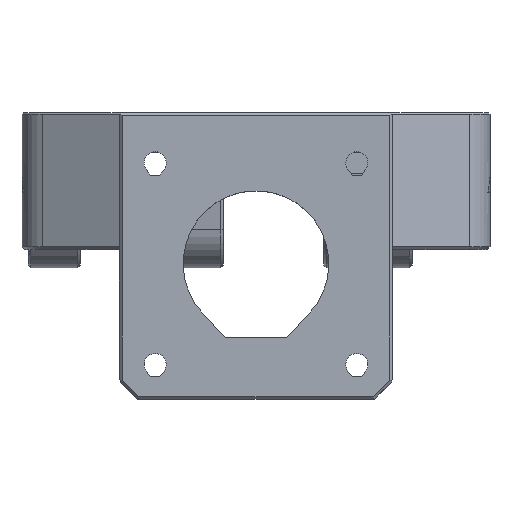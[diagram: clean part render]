
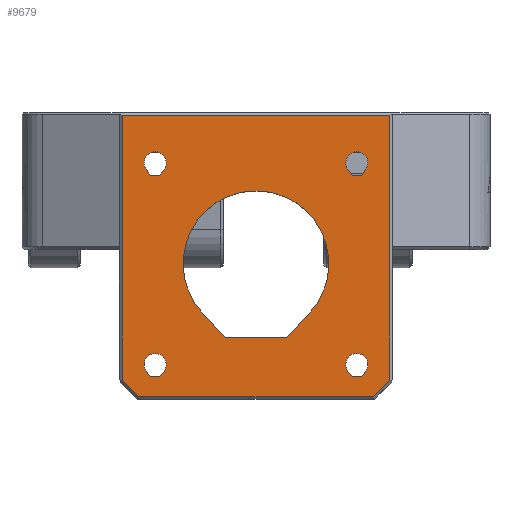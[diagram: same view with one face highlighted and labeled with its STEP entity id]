
A CAD part, top view. The second image highlights one B-rep face of the part: STEP entity #9679.
In plain terms, the highlighted planar face has unit normal (0, 0, 1).
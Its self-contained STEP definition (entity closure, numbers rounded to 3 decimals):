
#51=FACE_BOUND('',#1489,.T.);
#52=FACE_BOUND('',#1490,.T.);
#53=FACE_BOUND('',#1491,.T.);
#54=FACE_BOUND('',#1492,.T.);
#55=FACE_BOUND('',#1493,.T.);
#486=CIRCLE('',#10470,1.7);
#487=CIRCLE('',#10471,1.7);
#488=CIRCLE('',#10472,1.7);
#489=CIRCLE('',#10473,1.7);
#490=CIRCLE('',#10474,11.2);
#882=FACE_OUTER_BOUND('',#1488,.T.);
#1488=EDGE_LOOP('',(#7373,#7374,#7375,#7376,#7377,#7378));
#1489=EDGE_LOOP('',(#7379,#7380,#7381,#7382));
#1490=EDGE_LOOP('',(#7383,#7384,#7385,#7386));
#1491=EDGE_LOOP('',(#7387,#7388,#7389,#7390));
#1492=EDGE_LOOP('',(#7391,#7392,#7393,#7394));
#1493=EDGE_LOOP('',(#7395,#7396,#7397,#7398));
#2290=LINE('',#17026,#3296);
#2303=LINE('',#17052,#3309);
#2315=LINE('',#17074,#3321);
#2370=LINE('',#17206,#3376);
#2372=LINE('',#17210,#3378);
#2374=LINE('',#17213,#3380);
#2376=LINE('',#17220,#3382);
#2377=LINE('',#17222,#3383);
#2378=LINE('',#17223,#3384);
#2379=LINE('',#17228,#3385);
#2380=LINE('',#17230,#3386);
#2381=LINE('',#17231,#3387);
#2382=LINE('',#17236,#3388);
#2383=LINE('',#17238,#3389);
#2384=LINE('',#17239,#3390);
#2385=LINE('',#17244,#3391);
#2386=LINE('',#17246,#3392);
#2387=LINE('',#17247,#3393);
#2388=LINE('',#17252,#3394);
#2389=LINE('',#17254,#3395);
#2390=LINE('',#17255,#3396);
#3296=VECTOR('',#12018,10.);
#3309=VECTOR('',#12039,10.);
#3321=VECTOR('',#12057,10.);
#3376=VECTOR('',#12176,10.);
#3378=VECTOR('',#12180,10.);
#3380=VECTOR('',#12184,10.);
#3382=VECTOR('',#12190,10.);
#3383=VECTOR('',#12191,10.);
#3384=VECTOR('',#12192,10.);
#3385=VECTOR('',#12195,10.);
#3386=VECTOR('',#12196,10.);
#3387=VECTOR('',#12197,10.);
#3388=VECTOR('',#12200,10.);
#3389=VECTOR('',#12201,10.);
#3390=VECTOR('',#12202,10.);
#3391=VECTOR('',#12205,10.);
#3392=VECTOR('',#12206,10.);
#3393=VECTOR('',#12207,10.);
#3394=VECTOR('',#12210,10.);
#3395=VECTOR('',#12211,10.);
#3396=VECTOR('',#12212,10.);
#4476=VERTEX_POINT('',#17023);
#4477=VERTEX_POINT('',#17025);
#4485=VERTEX_POINT('',#17049);
#4486=VERTEX_POINT('',#17051);
#4493=VERTEX_POINT('',#17072);
#4529=VERTEX_POINT('',#17209);
#4530=VERTEX_POINT('',#17216);
#4531=VERTEX_POINT('',#17217);
#4532=VERTEX_POINT('',#17219);
#4533=VERTEX_POINT('',#17221);
#4534=VERTEX_POINT('',#17224);
#4535=VERTEX_POINT('',#17225);
#4536=VERTEX_POINT('',#17227);
#4537=VERTEX_POINT('',#17229);
#4538=VERTEX_POINT('',#17232);
#4539=VERTEX_POINT('',#17233);
#4540=VERTEX_POINT('',#17235);
#4541=VERTEX_POINT('',#17237);
#4542=VERTEX_POINT('',#17240);
#4543=VERTEX_POINT('',#17241);
#4544=VERTEX_POINT('',#17243);
#4545=VERTEX_POINT('',#17245);
#4546=VERTEX_POINT('',#17248);
#4547=VERTEX_POINT('',#17249);
#4548=VERTEX_POINT('',#17251);
#4549=VERTEX_POINT('',#17253);
#5477=EDGE_CURVE('',#4476,#4477,#2290,.T.);
#5490=EDGE_CURVE('',#4485,#4486,#2303,.T.);
#5502=EDGE_CURVE('',#4493,#4485,#2315,.T.);
#5566=EDGE_CURVE('',#4477,#4493,#2370,.T.);
#5568=EDGE_CURVE('',#4529,#4476,#2372,.T.);
#5570=EDGE_CURVE('',#4486,#4529,#2374,.T.);
#5572=EDGE_CURVE('',#4530,#4531,#486,.T.);
#5573=EDGE_CURVE('',#4532,#4530,#2376,.T.);
#5574=EDGE_CURVE('',#4533,#4532,#2377,.T.);
#5575=EDGE_CURVE('',#4531,#4533,#2378,.T.);
#5576=EDGE_CURVE('',#4534,#4535,#487,.T.);
#5577=EDGE_CURVE('',#4536,#4534,#2379,.T.);
#5578=EDGE_CURVE('',#4537,#4536,#2380,.T.);
#5579=EDGE_CURVE('',#4535,#4537,#2381,.T.);
#5580=EDGE_CURVE('',#4538,#4539,#488,.T.);
#5581=EDGE_CURVE('',#4540,#4538,#2382,.T.);
#5582=EDGE_CURVE('',#4541,#4540,#2383,.T.);
#5583=EDGE_CURVE('',#4539,#4541,#2384,.T.);
#5584=EDGE_CURVE('',#4542,#4543,#489,.T.);
#5585=EDGE_CURVE('',#4544,#4542,#2385,.T.);
#5586=EDGE_CURVE('',#4545,#4544,#2386,.T.);
#5587=EDGE_CURVE('',#4543,#4545,#2387,.T.);
#5588=EDGE_CURVE('',#4546,#4547,#490,.T.);
#5589=EDGE_CURVE('',#4548,#4546,#2388,.T.);
#5590=EDGE_CURVE('',#4549,#4548,#2389,.T.);
#5591=EDGE_CURVE('',#4547,#4549,#2390,.T.);
#7373=ORIENTED_EDGE('',*,*,#5502,.F.);
#7374=ORIENTED_EDGE('',*,*,#5566,.F.);
#7375=ORIENTED_EDGE('',*,*,#5477,.F.);
#7376=ORIENTED_EDGE('',*,*,#5568,.F.);
#7377=ORIENTED_EDGE('',*,*,#5570,.F.);
#7378=ORIENTED_EDGE('',*,*,#5490,.F.);
#7379=ORIENTED_EDGE('',*,*,#5572,.F.);
#7380=ORIENTED_EDGE('',*,*,#5573,.F.);
#7381=ORIENTED_EDGE('',*,*,#5574,.F.);
#7382=ORIENTED_EDGE('',*,*,#5575,.F.);
#7383=ORIENTED_EDGE('',*,*,#5576,.F.);
#7384=ORIENTED_EDGE('',*,*,#5577,.F.);
#7385=ORIENTED_EDGE('',*,*,#5578,.F.);
#7386=ORIENTED_EDGE('',*,*,#5579,.F.);
#7387=ORIENTED_EDGE('',*,*,#5580,.F.);
#7388=ORIENTED_EDGE('',*,*,#5581,.F.);
#7389=ORIENTED_EDGE('',*,*,#5582,.F.);
#7390=ORIENTED_EDGE('',*,*,#5583,.F.);
#7391=ORIENTED_EDGE('',*,*,#5584,.F.);
#7392=ORIENTED_EDGE('',*,*,#5585,.F.);
#7393=ORIENTED_EDGE('',*,*,#5586,.F.);
#7394=ORIENTED_EDGE('',*,*,#5587,.F.);
#7395=ORIENTED_EDGE('',*,*,#5588,.F.);
#7396=ORIENTED_EDGE('',*,*,#5589,.F.);
#7397=ORIENTED_EDGE('',*,*,#5590,.F.);
#7398=ORIENTED_EDGE('',*,*,#5591,.F.);
#9299=PLANE('',#10469);
#9679=ADVANCED_FACE('',(#882,#51,#52,#53,#54,#55),#9299,.T.);
#10469=AXIS2_PLACEMENT_3D('',#17215,#12186,#12187);
#10470=AXIS2_PLACEMENT_3D('',#17218,#12188,#12189);
#10471=AXIS2_PLACEMENT_3D('',#17226,#12193,#12194);
#10472=AXIS2_PLACEMENT_3D('',#17234,#12198,#12199);
#10473=AXIS2_PLACEMENT_3D('',#17242,#12203,#12204);
#10474=AXIS2_PLACEMENT_3D('',#17250,#12208,#12209);
#12018=DIRECTION('',(-0.707,0.707,0.));
#12039=DIRECTION('',(0.,-1.,0.));
#12057=DIRECTION('',(1.,0.,0.));
#12176=DIRECTION('',(0.,1.,0.));
#12180=DIRECTION('',(-1.,0.,0.));
#12184=DIRECTION('',(-0.707,-0.707,0.));
#12186=DIRECTION('center_axis',(0.,0.,1.));
#12187=DIRECTION('ref_axis',(1.,0.,0.));
#12188=DIRECTION('center_axis',(0.,0.,1.));
#12189=DIRECTION('ref_axis',(1.,0.,0.));
#12190=DIRECTION('',(0.592,0.806,0.));
#12191=DIRECTION('',(1.,0.,0.));
#12192=DIRECTION('',(0.592,-0.806,0.));
#12193=DIRECTION('center_axis',(0.,0.,1.));
#12194=DIRECTION('ref_axis',(1.,0.,0.));
#12195=DIRECTION('',(0.592,0.806,0.));
#12196=DIRECTION('',(1.,0.,0.));
#12197=DIRECTION('',(0.592,-0.806,0.));
#12198=DIRECTION('center_axis',(0.,0.,1.));
#12199=DIRECTION('ref_axis',(1.,0.,0.));
#12200=DIRECTION('',(0.592,0.806,0.));
#12201=DIRECTION('',(1.,0.,0.));
#12202=DIRECTION('',(0.592,-0.806,0.));
#12203=DIRECTION('center_axis',(0.,0.,1.));
#12204=DIRECTION('ref_axis',(1.,0.,0.));
#12205=DIRECTION('',(0.592,0.806,0.));
#12206=DIRECTION('',(1.,0.,0.));
#12207=DIRECTION('',(0.592,-0.806,0.));
#12208=DIRECTION('center_axis',(0.,0.,1.));
#12209=DIRECTION('ref_axis',(1.,0.,0.));
#12210=DIRECTION('',(0.68,0.733,0.));
#12211=DIRECTION('',(1.,0.,0.));
#12212=DIRECTION('',(0.68,-0.733,0.));
#17023=CARTESIAN_POINT('',(35.569,6.,105.5));
#17025=CARTESIAN_POINT('',(32.975,8.594,105.5));
#17026=CARTESIAN_POINT('',(34.292,7.277,105.5));
#17049=CARTESIAN_POINT('',(74.175,49.3,105.5));
#17051=CARTESIAN_POINT('',(74.175,8.594,105.5));
#17052=CARTESIAN_POINT('',(74.175,41.225,105.5));
#17072=CARTESIAN_POINT('',(32.975,49.3,105.5));
#17074=CARTESIAN_POINT('',(53.575,49.3,105.5));
#17206=CARTESIAN_POINT('',(32.975,18.889,105.5));
#17209=CARTESIAN_POINT('',(71.581,6.,105.5));
#17210=CARTESIAN_POINT('',(62.661,6.,105.5));
#17213=CARTESIAN_POINT('',(74.273,8.692,105.5));
#17215=CARTESIAN_POINT('Origin',(53.575,29.35,105.5));
#17216=CARTESIAN_POINT('',(70.445,40.994,105.5));
#17217=CARTESIAN_POINT('',(67.705,40.994,105.5));
#17218=CARTESIAN_POINT('Origin',(69.075,42.,105.5));
#17219=CARTESIAN_POINT('',(69.789,40.1,105.5));
#17220=CARTESIAN_POINT('',(64.713,33.187,105.5));
#17221=CARTESIAN_POINT('',(68.361,40.1,105.5));
#17222=CARTESIAN_POINT('',(61.682,40.1,105.5));
#17223=CARTESIAN_POINT('',(68.336,40.134,105.5));
#17224=CARTESIAN_POINT('',(39.445,9.994,105.5));
#17225=CARTESIAN_POINT('',(36.705,9.994,105.5));
#17226=CARTESIAN_POINT('Origin',(38.075,11.,105.5));
#17227=CARTESIAN_POINT('',(38.789,9.1,105.5));
#17228=CARTESIAN_POINT('',(46.537,19.652,105.5));
#17229=CARTESIAN_POINT('',(37.361,9.1,105.5));
#17230=CARTESIAN_POINT('',(46.182,9.1,105.5));
#17231=CARTESIAN_POINT('',(35.37,11.811,105.5));
#17232=CARTESIAN_POINT('',(39.445,40.994,105.5));
#17233=CARTESIAN_POINT('',(36.705,40.994,105.5));
#17234=CARTESIAN_POINT('Origin',(38.075,42.,105.5));
#17235=CARTESIAN_POINT('',(38.789,40.1,105.5));
#17236=CARTESIAN_POINT('',(39.142,40.581,105.5));
#17237=CARTESIAN_POINT('',(37.361,40.1,105.5));
#17238=CARTESIAN_POINT('',(46.182,40.1,105.5));
#17239=CARTESIAN_POINT('',(42.765,32.74,105.5));
#17240=CARTESIAN_POINT('',(70.445,9.994,105.5));
#17241=CARTESIAN_POINT('',(67.705,9.994,105.5));
#17242=CARTESIAN_POINT('Origin',(69.075,11.,105.5));
#17243=CARTESIAN_POINT('',(69.789,9.1,105.5));
#17244=CARTESIAN_POINT('',(72.108,12.258,105.5));
#17245=CARTESIAN_POINT('',(68.361,9.1,105.5));
#17246=CARTESIAN_POINT('',(61.682,9.1,105.5));
#17247=CARTESIAN_POINT('',(60.941,19.205,105.5));
#17248=CARTESIAN_POINT('',(61.788,18.886,105.5));
#17249=CARTESIAN_POINT('',(45.362,18.886,105.5));
#17250=CARTESIAN_POINT('Origin',(53.575,26.5,105.5));
#17251=CARTESIAN_POINT('',(58.279,15.1,105.5));
#17252=CARTESIAN_POINT('',(62.499,19.652,105.5));
#17253=CARTESIAN_POINT('',(48.871,15.1,105.5));
#17254=CARTESIAN_POINT('',(55.927,15.1,105.5));
#17255=CARTESIAN_POINT('',(46.406,17.759,105.5));
